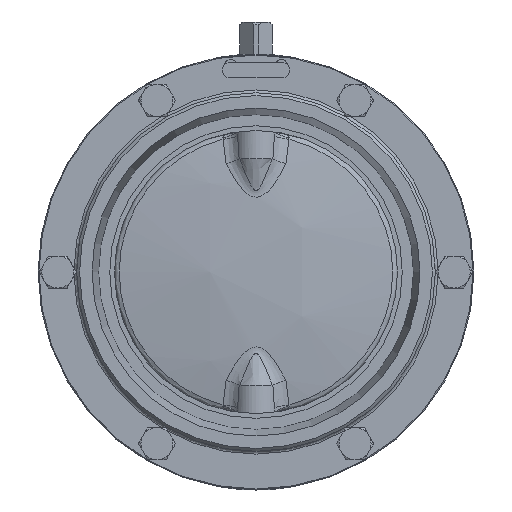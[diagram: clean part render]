
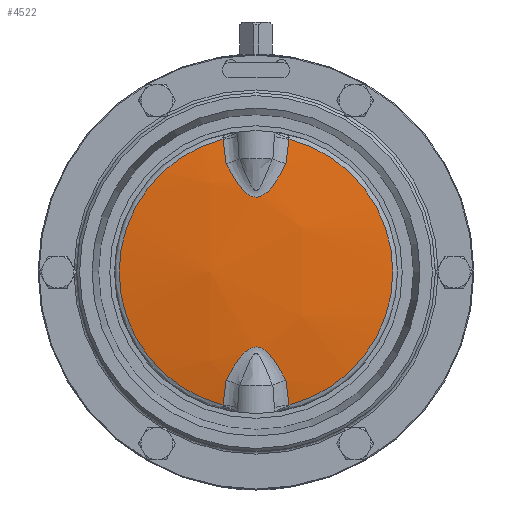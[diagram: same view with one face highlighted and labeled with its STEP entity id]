
A CAD part, left-side view. The second image highlights one B-rep face of the part: STEP entity #4522.
In plain terms, the highlighted spherical face has radius 438 mm.
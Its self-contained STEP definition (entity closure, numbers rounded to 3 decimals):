
#728=CARTESIAN_POINT('',(-2.959,17.479,-70.358));
#729=VERTEX_POINT('',#728);
#737=CARTESIAN_POINT('',(-2.959,17.479,70.358));
#738=VERTEX_POINT('',#737);
#739=CARTESIAN_POINT('',(-2.959,0.,0.));
#740=DIRECTION('',(1.0,0.0,0.0));
#741=DIRECTION('',(0.0,0.0,1.0));
#742=AXIS2_PLACEMENT_3D('',#739,#740,#741);
#743=CIRCLE('',#742,72.497);
#744=EDGE_CURVE('',#729,#738,#743,.T.);
#2742=CARTESIAN_POINT('',(-4.936,-15.876,-57.374));
#2743=VERTEX_POINT('',#2742);
#2757=CARTESIAN_POINT('',(-4.936,15.876,-57.374));
#2758=VERTEX_POINT('',#2757);
#2759=CARTESIAN_POINT('',(-4.936,-15.876,-57.374));
#2760=CARTESIAN_POINT('',(-5.093,-15.353,-56.328));
#2761=CARTESIAN_POINT('',(-5.398,-14.279,-54.249));
#2762=CARTESIAN_POINT('',(-5.871,-12.364,-50.83));
#2763=CARTESIAN_POINT('',(-6.214,-10.694,-48.181));
#2764=CARTESIAN_POINT('',(-6.449,-9.322,-46.275));
#2765=CARTESIAN_POINT('',(-6.674,-7.895,-44.417));
#2766=CARTESIAN_POINT('',(-6.912,-6.016,-42.34));
#2767=CARTESIAN_POINT('',(-7.085,-3.766,-40.756));
#2768=CARTESIAN_POINT('',(-7.155,-2.322,-40.096));
#2769=CARTESIAN_POINT('',(-7.189,-1.183,-39.775));
#2770=CARTESIAN_POINT('',(-7.201,0.,-39.661));
#2771=CARTESIAN_POINT('',(-7.189,1.183,-39.775));
#2772=CARTESIAN_POINT('',(-7.155,2.322,-40.095));
#2773=CARTESIAN_POINT('',(-7.085,3.766,-40.756));
#2774=CARTESIAN_POINT('',(-6.962,5.375,-41.886));
#2775=CARTESIAN_POINT('',(-6.807,6.802,-43.254));
#2776=CARTESIAN_POINT('',(-6.67,7.859,-44.434));
#2777=CARTESIAN_POINT('',(-6.526,8.858,-45.648));
#2778=CARTESIAN_POINT('',(-6.334,10.019,-47.219));
#2779=CARTESIAN_POINT('',(-6.086,11.32,-49.175));
#2780=CARTESIAN_POINT('',(-5.777,12.747,-51.514));
#2781=CARTESIAN_POINT('',(-5.398,14.279,-54.25));
#2782=CARTESIAN_POINT('',(-5.093,15.353,-56.328));
#2783=CARTESIAN_POINT('',(-4.936,15.876,-57.374));
#2784=B_SPLINE_CURVE_WITH_KNOTS('',3,(#2759,#2760,#2761,#2762,#2763,#2764,#2765,#2766,#2767,#2768,#2769,#2770,#2771,#2772,#2773,#2774,#2775,#2776,#2777,#2778,#2779,#2780,#2781,#2782,#2783),.UNSPECIFIED.,.F.,.U.,(4,1,1,1,1,1,1,1,1,1,1,1,1,1,1,1,1,1,1,1,1,1,4),(-7.305,-6.943,-6.582,-6.099,-5.978,-5.858,-5.375,-5.134,-5.013,-4.893,-4.772,-4.651,-4.531,-4.41,-4.169,-3.928,-3.807,-3.686,-3.445,-3.204,-2.963,-2.601,-2.239),.UNSPECIFIED.);
#2785=EDGE_CURVE('',#2743,#2758,#2784,.T.);
#3389=CARTESIAN_POINT('',(-4.936,15.876,57.374));
#3390=VERTEX_POINT('',#3389);
#3404=CARTESIAN_POINT('',(-4.936,-15.876,57.374));
#3405=VERTEX_POINT('',#3404);
#3406=CARTESIAN_POINT('',(-4.936,15.876,57.374));
#3407=CARTESIAN_POINT('',(-5.093,15.353,56.328));
#3408=CARTESIAN_POINT('',(-5.398,14.278,54.249));
#3409=CARTESIAN_POINT('',(-5.824,12.556,51.172));
#3410=CARTESIAN_POINT('',(-6.129,11.11,48.843));
#3411=CARTESIAN_POINT('',(-6.332,10.008,47.228));
#3412=CARTESIAN_POINT('',(-6.449,9.321,46.275));
#3413=CARTESIAN_POINT('',(-6.599,8.371,45.035));
#3414=CARTESIAN_POINT('',(-6.776,7.088,43.53));
#3415=CARTESIAN_POINT('',(-6.931,5.66,42.158));
#3416=CARTESIAN_POINT('',(-7.035,4.409,41.209));
#3417=CARTESIAN_POINT('',(-7.125,3.07,40.383));
#3418=CARTESIAN_POINT('',(-7.185,1.576,39.812));
#3419=CARTESIAN_POINT('',(-7.201,0.,39.661));
#3420=CARTESIAN_POINT('',(-7.189,-1.183,39.775));
#3421=CARTESIAN_POINT('',(-7.155,-2.322,40.096));
#3422=CARTESIAN_POINT('',(-7.102,-3.405,40.59));
#3423=CARTESIAN_POINT('',(-7.035,-4.409,41.209));
#3424=CARTESIAN_POINT('',(-6.977,-5.113,41.743));
#3425=CARTESIAN_POINT('',(-6.934,-5.565,42.122));
#3426=CARTESIAN_POINT('',(-6.905,-5.862,42.381));
#3427=CARTESIAN_POINT('',(-6.853,-6.37,42.847));
#3428=CARTESIAN_POINT('',(-6.741,-7.345,43.831));
#3429=CARTESIAN_POINT('',(-6.582,-8.499,45.185));
#3430=CARTESIAN_POINT('',(-6.392,-9.673,46.745));
#3431=CARTESIAN_POINT('',(-6.15,-11.008,48.678));
#3432=CARTESIAN_POINT('',(-5.824,-12.555,51.172));
#3433=CARTESIAN_POINT('',(-5.398,-14.279,54.25));
#3434=CARTESIAN_POINT('',(-5.093,-15.353,56.328));
#3435=CARTESIAN_POINT('',(-4.936,-15.876,57.374));
#3436=B_SPLINE_CURVE_WITH_KNOTS('',3,(#3406,#3407,#3408,#3409,#3410,#3411,#3412,#3413,#3414,#3415,#3416,#3417,#3418,#3419,#3420,#3421,#3422,#3423,#3424,#3425,#3426,#3427,#3428,#3429,#3430,#3431,#3432,#3433,#3434,#3435),.UNSPECIFIED.,.F.,.U.,(4,1,1,1,1,1,1,1,1,1,1,1,1,1,1,1,1,1,1,1,1,1,1,1,1,1,1,4),(-7.305,-6.943,-6.582,-6.22,-6.099,-5.978,-5.858,-5.616,-5.375,-5.255,-5.134,-4.893,-4.772,-4.651,-4.531,-4.41,-4.29,-4.169,-4.139,-4.109,-4.048,-3.928,-3.686,-3.505,-3.324,-2.963,-2.601,-2.239),.UNSPECIFIED.);
#3437=EDGE_CURVE('',#3390,#3405,#3436,.T.);
#3830=CARTESIAN_POINT('',(-2.959,-17.479,-70.358));
#3831=VERTEX_POINT('',#3830);
#3893=CARTESIAN_POINT('',(-2.959,-17.479,-70.358));
#3894=CARTESIAN_POINT('',(-3.682,-16.96,-66.046));
#3895=CARTESIAN_POINT('',(-4.342,-16.419,-61.717));
#3896=CARTESIAN_POINT('',(-4.936,-15.876,-57.374));
#3897=B_SPLINE_CURVE_WITH_KNOTS('',3,(#3893,#3894,#3895,#3896),.UNSPECIFIED.,.F.,.U.,(4,4),(-15.412,-14.061),.UNSPECIFIED.);
#3898=EDGE_CURVE('',#3831,#2743,#3897,.T.);
#3993=CARTESIAN_POINT('',(-4.936,15.876,-57.374));
#3994=CARTESIAN_POINT('',(-4.342,16.419,-61.717));
#3995=CARTESIAN_POINT('',(-3.682,16.96,-66.046));
#3996=CARTESIAN_POINT('',(-2.959,17.479,-70.358));
#3997=B_SPLINE_CURVE_WITH_KNOTS('',3,(#3993,#3994,#3995,#3996),.UNSPECIFIED.,.F.,.U.,(4,4),(-1.351,0.0),.UNSPECIFIED.);
#3998=EDGE_CURVE('',#2758,#729,#3997,.T.);
#4487=CARTESIAN_POINT('',(429.,0.,0.));
#4488=DIRECTION('',(0.0,-1.0,0.0));
#4489=DIRECTION('',(1.0,0.0,0.0));
#4490=AXIS2_PLACEMENT_3D('',#4487,#4488,#4489);
#4491=SPHERICAL_SURFACE('',#4490,438.);
#4492=ORIENTED_EDGE('',*,*,#2785,.F.);
#4493=ORIENTED_EDGE('',*,*,#3898,.F.);
#4494=CARTESIAN_POINT('',(-2.959,-17.479,70.358));
#4495=VERTEX_POINT('',#4494);
#4496=CARTESIAN_POINT('',(-2.959,0.,0.));
#4497=DIRECTION('',(1.0,0.0,0.0));
#4498=DIRECTION('',(0.0,0.0,1.0));
#4499=AXIS2_PLACEMENT_3D('',#4496,#4497,#4498);
#4500=CIRCLE('',#4499,72.497);
#4501=EDGE_CURVE('',#4495,#3831,#4500,.T.);
#4502=ORIENTED_EDGE('',*,*,#4501,.F.);
#4503=CARTESIAN_POINT('',(-4.936,-15.876,57.374));
#4504=CARTESIAN_POINT('',(-4.342,-16.419,61.717));
#4505=CARTESIAN_POINT('',(-3.682,-16.96,66.046));
#4506=CARTESIAN_POINT('',(-2.959,-17.479,70.358));
#4507=B_SPLINE_CURVE_WITH_KNOTS('',3,(#4503,#4504,#4505,#4506),.UNSPECIFIED.,.F.,.U.,(4,4),(-1.351,0.0),.UNSPECIFIED.);
#4508=EDGE_CURVE('',#3405,#4495,#4507,.T.);
#4509=ORIENTED_EDGE('',*,*,#4508,.F.);
#4510=ORIENTED_EDGE('',*,*,#3437,.F.);
#4511=CARTESIAN_POINT('',(-2.959,17.479,70.358));
#4512=CARTESIAN_POINT('',(-3.682,16.96,66.046));
#4513=CARTESIAN_POINT('',(-4.342,16.419,61.717));
#4514=CARTESIAN_POINT('',(-4.936,15.876,57.374));
#4515=B_SPLINE_CURVE_WITH_KNOTS('',3,(#4511,#4512,#4513,#4514),.UNSPECIFIED.,.F.,.U.,(4,4),(-15.584,-14.233),.UNSPECIFIED.);
#4516=EDGE_CURVE('',#738,#3390,#4515,.T.);
#4517=ORIENTED_EDGE('',*,*,#4516,.F.);
#4518=ORIENTED_EDGE('',*,*,#744,.F.);
#4519=ORIENTED_EDGE('',*,*,#3998,.F.);
#4520=EDGE_LOOP('',(#4492,#4493,#4502,#4509,#4510,#4517,#4518,#4519));
#4521=FACE_OUTER_BOUND('',#4520,.T.);
#4522=ADVANCED_FACE('',(#4521),#4491,.T.);
